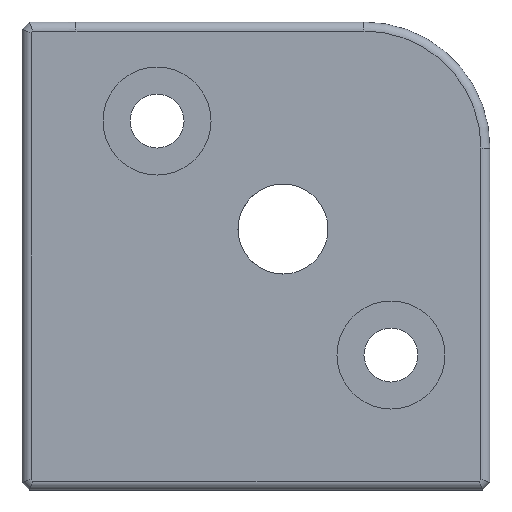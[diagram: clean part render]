
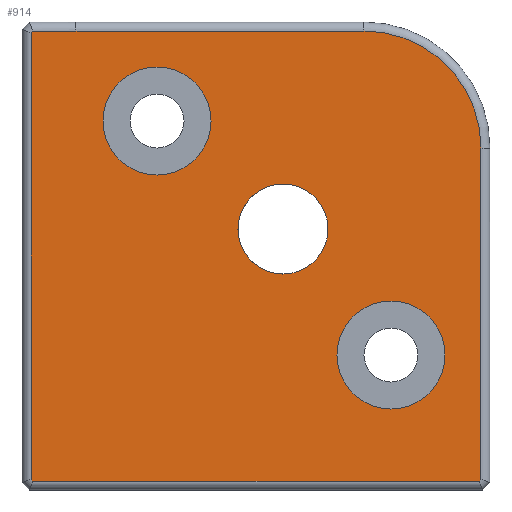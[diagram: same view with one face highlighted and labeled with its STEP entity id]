
A CAD part, front view. The second image highlights one B-rep face of the part: STEP entity #914.
In plain terms, the highlighted planar face has unit normal (0, -1, 0).
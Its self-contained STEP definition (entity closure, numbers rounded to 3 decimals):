
#39=FACE_BOUND('',#161,.T.);
#40=FACE_BOUND('',#162,.T.);
#41=FACE_BOUND('',#163,.T.);
#57=CIRCLE('',#988,6.5);
#58=CIRCLE('',#1001,2.5);
#59=CIRCLE('',#1002,3.);
#60=CIRCLE('',#1003,3.);
#105=FACE_OUTER_BOUND('',#160,.T.);
#160=EDGE_LOOP('',(#777,#778,#779,#780,#781,#782,#783,#784,#785));
#161=EDGE_LOOP('',(#786));
#162=EDGE_LOOP('',(#787));
#163=EDGE_LOOP('',(#788));
#245=LINE('',#1438,#345);
#247=LINE('',#1446,#347);
#249=LINE('',#1455,#349);
#251=LINE('',#1461,#351);
#254=LINE('',#1475,#354);
#255=LINE('',#1478,#355);
#258=LINE('',#1484,#358);
#260=LINE('',#1488,#360);
#345=VECTOR('',#1161,10.);
#347=VECTOR('',#1169,10.);
#349=VECTOR('',#1177,10.);
#351=VECTOR('',#1183,10.);
#354=VECTOR('',#1198,10.);
#355=VECTOR('',#1203,10.);
#358=VECTOR('',#1208,10.);
#360=VECTOR('',#1214,10.);
#429=VERTEX_POINT('',#1436);
#430=VERTEX_POINT('',#1437);
#433=VERTEX_POINT('',#1445);
#436=VERTEX_POINT('',#1452);
#437=VERTEX_POINT('',#1454);
#439=VERTEX_POINT('',#1460);
#441=VERTEX_POINT('',#1466);
#444=VERTEX_POINT('',#1474);
#446=VERTEX_POINT('',#1483);
#449=VERTEX_POINT('',#1505);
#450=VERTEX_POINT('',#1507);
#451=VERTEX_POINT('',#1509);
#533=EDGE_CURVE('',#429,#430,#245,.T.);
#537=EDGE_CURVE('',#430,#433,#247,.T.);
#541=EDGE_CURVE('',#436,#437,#249,.T.);
#544=EDGE_CURVE('',#439,#436,#251,.T.);
#549=EDGE_CURVE('',#437,#441,#57,.T.);
#551=EDGE_CURVE('',#441,#444,#254,.T.);
#553=EDGE_CURVE('',#433,#439,#255,.T.);
#556=EDGE_CURVE('',#444,#446,#258,.T.);
#559=EDGE_CURVE('',#446,#429,#260,.T.);
#568=EDGE_CURVE('',#449,#449,#58,.F.);
#569=EDGE_CURVE('',#450,#450,#59,.F.);
#570=EDGE_CURVE('',#451,#451,#60,.F.);
#777=ORIENTED_EDGE('',*,*,#541,.F.);
#778=ORIENTED_EDGE('',*,*,#544,.F.);
#779=ORIENTED_EDGE('',*,*,#553,.F.);
#780=ORIENTED_EDGE('',*,*,#537,.F.);
#781=ORIENTED_EDGE('',*,*,#533,.F.);
#782=ORIENTED_EDGE('',*,*,#559,.F.);
#783=ORIENTED_EDGE('',*,*,#556,.F.);
#784=ORIENTED_EDGE('',*,*,#551,.F.);
#785=ORIENTED_EDGE('',*,*,#549,.F.);
#786=ORIENTED_EDGE('',*,*,#568,.T.);
#787=ORIENTED_EDGE('',*,*,#569,.T.);
#788=ORIENTED_EDGE('',*,*,#570,.T.);
#868=PLANE('',#1000);
#914=ADVANCED_FACE('',(#105,#39,#40,#41),#868,.T.);
#988=AXIS2_PLACEMENT_3D('',#1470,#1193,#1194);
#1000=AXIS2_PLACEMENT_3D('',#1504,#1233,#1234);
#1001=AXIS2_PLACEMENT_3D('',#1506,#1235,#1236);
#1002=AXIS2_PLACEMENT_3D('',#1508,#1237,#1238);
#1003=AXIS2_PLACEMENT_3D('',#1510,#1239,#1240);
#1161=DIRECTION('',(-0.707,0.,0.707));
#1169=DIRECTION('',(0.,0.,1.));
#1177=DIRECTION('',(1.,0.,0.));
#1183=DIRECTION('',(1.,0.,0.));
#1193=DIRECTION('center_axis',(0.,1.,0.));
#1194=DIRECTION('ref_axis',(0.707,0.,0.707));
#1198=DIRECTION('',(0.,0.,-1.));
#1203=DIRECTION('',(0.707,0.,0.707));
#1208=DIRECTION('',(-0.707,0.,-0.707));
#1214=DIRECTION('',(-1.,0.,0.));
#1233=DIRECTION('center_axis',(0.,-1.,0.));
#1234=DIRECTION('ref_axis',(0.,0.,-1.));
#1235=DIRECTION('center_axis',(0.,-1.,0.));
#1236=DIRECTION('ref_axis',(0.,0.,-1.));
#1237=DIRECTION('center_axis',(0.,-1.,0.));
#1238=DIRECTION('ref_axis',(0.,0.,-1.));
#1239=DIRECTION('center_axis',(0.,-1.,0.));
#1240=DIRECTION('ref_axis',(0.,0.,-1.));
#1436=CARTESIAN_POINT('',(-25.393,-8.,-14.5));
#1437=CARTESIAN_POINT('',(-25.5,-8.,-14.393));
#1438=CARTESIAN_POINT('',(-25.446,-8.,-14.446));
#1445=CARTESIAN_POINT('',(-25.5,-8.,10.393));
#1446=CARTESIAN_POINT('',(-25.5,-8.,4.3));
#1452=CARTESIAN_POINT('',(-23.,-8.,10.5));
#1454=CARTESIAN_POINT('',(-7.,-8.,10.5));
#1455=CARTESIAN_POINT('',(-10.,-8.,10.5));
#1460=CARTESIAN_POINT('',(-25.393,-8.,10.5));
#1461=CARTESIAN_POINT('',(-18.,-8.,10.5));
#1466=CARTESIAN_POINT('',(-0.5,-8.,4.));
#1470=CARTESIAN_POINT('Origin',(-7.,-8.,4.));
#1474=CARTESIAN_POINT('',(-0.5,-8.,-14.393));
#1475=CARTESIAN_POINT('',(-0.5,-8.,-8.5));
#1478=CARTESIAN_POINT('',(-25.446,-8.,10.446));
#1483=CARTESIAN_POINT('',(-0.607,-8.,-14.5));
#1484=CARTESIAN_POINT('',(-0.554,-8.,-14.446));
#1488=CARTESIAN_POINT('',(-19.1,-8.,-14.5));
#1504=CARTESIAN_POINT('Origin',(-13.,-8.,-2.));
#1505=CARTESIAN_POINT('',(-11.5,-8.,2.));
#1506=CARTESIAN_POINT('Origin',(-11.5,-8.,-0.5));
#1507=CARTESIAN_POINT('',(-5.5,-8.,-4.5));
#1508=CARTESIAN_POINT('Origin',(-5.5,-8.,-7.5));
#1509=CARTESIAN_POINT('',(-18.5,-8.,8.5));
#1510=CARTESIAN_POINT('Origin',(-18.5,-8.,5.5));
